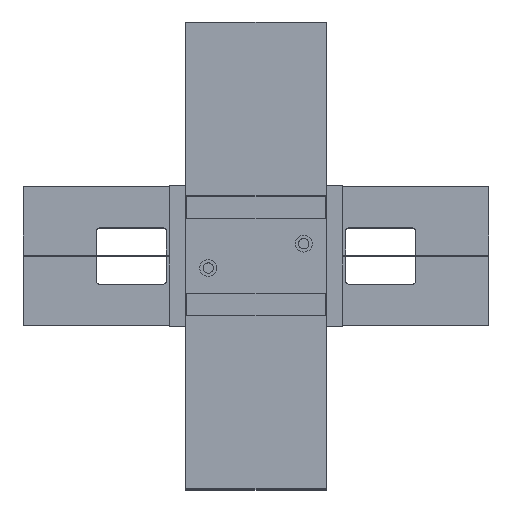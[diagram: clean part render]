
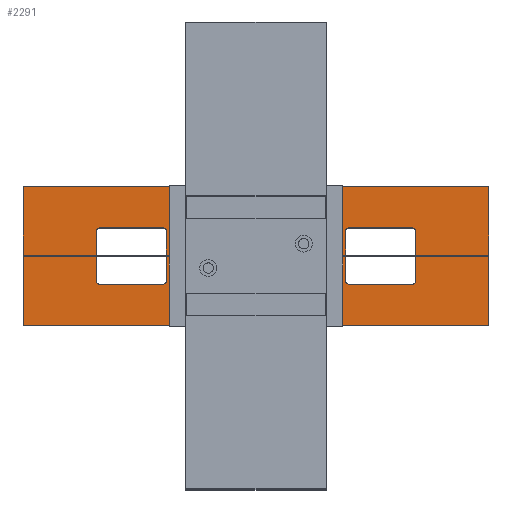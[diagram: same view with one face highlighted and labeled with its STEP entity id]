
A CAD part, top view. The second image highlights one B-rep face of the part: STEP entity #2291.
In plain terms, the highlighted planar face has unit normal (0, 0, 1).
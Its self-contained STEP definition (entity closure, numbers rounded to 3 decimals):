
#2291 = ADVANCED_FACE( '', ( #5928, #5929, #5930 ), #5931, .T. );
#5928 = FACE_BOUND( '', #9899, .T. );
#5929 = FACE_OUTER_BOUND( '', #9900, .T. );
#5930 = FACE_BOUND( '', #9901, .T. );
#5931 = PLANE( '', #9902 );
#9899 = EDGE_LOOP( '', ( #25538, #25539, #25540, #25541, #25542, #25543, #25544, #25545 ) );
#9900 = EDGE_LOOP( '', ( #25546, #25547, #25548, #25549 ) );
#9901 = EDGE_LOOP( '', ( #25550, #25551, #25552, #25553, #25554, #25555, #25556, #25557 ) );
#9902 = AXIS2_PLACEMENT_3D( '', #25558, #25559, #25560 );
#25538 = ORIENTED_EDGE( '', *, *, #30174, .F. );
#25539 = ORIENTED_EDGE( '', *, *, #30175, .T. );
#25540 = ORIENTED_EDGE( '', *, *, #30176, .F. );
#25541 = ORIENTED_EDGE( '', *, *, #30169, .T. );
#25542 = ORIENTED_EDGE( '', *, *, #30177, .F. );
#25543 = ORIENTED_EDGE( '', *, *, #30178, .T. );
#25544 = ORIENTED_EDGE( '', *, *, #30179, .F. );
#25545 = ORIENTED_EDGE( '', *, *, #30180, .T. );
#25546 = ORIENTED_EDGE( '', *, *, #30165, .T. );
#25547 = ORIENTED_EDGE( '', *, *, #30173, .T. );
#25548 = ORIENTED_EDGE( '', *, *, #30181, .T. );
#25549 = ORIENTED_EDGE( '', *, *, #30182, .T. );
#25550 = ORIENTED_EDGE( '', *, *, #30183, .F. );
#25551 = ORIENTED_EDGE( '', *, *, #30184, .T. );
#25552 = ORIENTED_EDGE( '', *, *, #30185, .F. );
#25553 = ORIENTED_EDGE( '', *, *, #30186, .T. );
#25554 = ORIENTED_EDGE( '', *, *, #30187, .F. );
#25555 = ORIENTED_EDGE( '', *, *, #30188, .T. );
#25556 = ORIENTED_EDGE( '', *, *, #30189, .F. );
#25557 = ORIENTED_EDGE( '', *, *, #30190, .T. );
#25558 = CARTESIAN_POINT( '', ( -249., -74., 2. ) );
#25559 = DIRECTION( '', ( 0., 0., 1. ) );
#25560 = DIRECTION( '', ( 1., 0., 0. ) );
#30165 = EDGE_CURVE( '', #37658, #37656, #37659, .T. );
#30169 = EDGE_CURVE( '', #37666, #37664, #37667, .F. );
#30173 = EDGE_CURVE( '', #37656, #37671, #37673, .T. );
#30174 = EDGE_CURVE( '', #37674, #37675, #37676, .T. );
#30175 = EDGE_CURVE( '', #37674, #37677, #37678, .F. );
#30176 = EDGE_CURVE( '', #37666, #37677, #37679, .T. );
#30177 = EDGE_CURVE( '', #37680, #37664, #37681, .T. );
#30178 = EDGE_CURVE( '', #37680, #37682, #37683, .F. );
#30179 = EDGE_CURVE( '', #37684, #37682, #37685, .T. );
#30180 = EDGE_CURVE( '', #37684, #37675, #37686, .F. );
#30181 = EDGE_CURVE( '', #37671, #37687, #37688, .T. );
#30182 = EDGE_CURVE( '', #37687, #37658, #37689, .T. );
#30183 = EDGE_CURVE( '', #37690, #37691, #37692, .T. );
#30184 = EDGE_CURVE( '', #37690, #37693, #37694, .F. );
#30185 = EDGE_CURVE( '', #37695, #37693, #37696, .T. );
#30186 = EDGE_CURVE( '', #37695, #37697, #37698, .F. );
#30187 = EDGE_CURVE( '', #37699, #37697, #37700, .T. );
#30188 = EDGE_CURVE( '', #37699, #37701, #37702, .F. );
#30189 = EDGE_CURVE( '', #37703, #37701, #37704, .T. );
#30190 = EDGE_CURVE( '', #37703, #37691, #37705, .F. );
#37656 = VERTEX_POINT( '', #52153 );
#37658 = VERTEX_POINT( '', #52156 );
#37659 = LINE( '', #52157, #52158 );
#37664 = VERTEX_POINT( '', #52164 );
#37666 = VERTEX_POINT( '', #52167 );
#37667 = CIRCLE( '', #52168, 3. );
#37671 = VERTEX_POINT( '', #52174 );
#37673 = LINE( '', #52177, #52178 );
#37674 = VERTEX_POINT( '', #52179 );
#37675 = VERTEX_POINT( '', #52180 );
#37676 = LINE( '', #52181, #52182 );
#37677 = VERTEX_POINT( '', #52183 );
#37678 = CIRCLE( '', #52184, 3. );
#37679 = LINE( '', #52185, #52186 );
#37680 = VERTEX_POINT( '', #52187 );
#37681 = LINE( '', #52188, #52189 );
#37682 = VERTEX_POINT( '', #52190 );
#37683 = CIRCLE( '', #52191, 3. );
#37684 = VERTEX_POINT( '', #52192 );
#37685 = LINE( '', #52193, #52194 );
#37686 = CIRCLE( '', #52195, 3. );
#37687 = VERTEX_POINT( '', #52196 );
#37688 = LINE( '', #52197, #52198 );
#37689 = LINE( '', #52199, #52200 );
#37690 = VERTEX_POINT( '', #52201 );
#37691 = VERTEX_POINT( '', #52202 );
#37692 = LINE( '', #52203, #52204 );
#37693 = VERTEX_POINT( '', #52205 );
#37694 = CIRCLE( '', #52206, 3. );
#37695 = VERTEX_POINT( '', #52207 );
#37696 = LINE( '', #52208, #52209 );
#37697 = VERTEX_POINT( '', #52210 );
#37698 = CIRCLE( '', #52211, 3. );
#37699 = VERTEX_POINT( '', #52212 );
#37700 = LINE( '', #52213, #52214 );
#37701 = VERTEX_POINT( '', #52215 );
#37702 = CIRCLE( '', #52216, 3. );
#37703 = VERTEX_POINT( '', #52217 );
#37704 = LINE( '', #52218, #52219 );
#37705 = CIRCLE( '', #52220, 3. );
#52153 = CARTESIAN_POINT( '', ( -249., -74., 2. ) );
#52156 = CARTESIAN_POINT( '', ( -249., 74., 2. ) );
#52157 = CARTESIAN_POINT( '', ( -249., 74., 2. ) );
#52158 = VECTOR( '', #57451, 1000. );
#52164 = CARTESIAN_POINT( '', ( -167.5, 30., 2. ) );
#52167 = CARTESIAN_POINT( '', ( -170.5, 27., 2. ) );
#52168 = AXIS2_PLACEMENT_3D( '', #57457, #57458, #57459 );
#52174 = CARTESIAN_POINT( '', ( 249., -74., 2. ) );
#52177 = CARTESIAN_POINT( '', ( -249., -74., 2. ) );
#52178 = VECTOR( '', #57463, 1000. );
#52179 = CARTESIAN_POINT( '', ( -167.5, -30., 2. ) );
#52180 = CARTESIAN_POINT( '', ( -99., -30., 2. ) );
#52181 = CARTESIAN_POINT( '', ( -170.5, -30., 2. ) );
#52182 = VECTOR( '', #57464, 1000. );
#52183 = CARTESIAN_POINT( '', ( -170.5, -27., 2. ) );
#52184 = AXIS2_PLACEMENT_3D( '', #57465, #57466, #57467 );
#52185 = CARTESIAN_POINT( '', ( -170.5, 30., 2. ) );
#52186 = VECTOR( '', #57468, 1000. );
#52187 = CARTESIAN_POINT( '', ( -99., 30., 2. ) );
#52188 = CARTESIAN_POINT( '', ( -96., 30., 2. ) );
#52189 = VECTOR( '', #57469, 1000. );
#52190 = CARTESIAN_POINT( '', ( -96., 27., 2. ) );
#52191 = AXIS2_PLACEMENT_3D( '', #57470, #57471, #57472 );
#52192 = CARTESIAN_POINT( '', ( -96., -27., 2. ) );
#52193 = CARTESIAN_POINT( '', ( -96., -30., 2. ) );
#52194 = VECTOR( '', #57473, 1000. );
#52195 = AXIS2_PLACEMENT_3D( '', #57474, #57475, #57476 );
#52196 = CARTESIAN_POINT( '', ( 249., 74., 2. ) );
#52197 = CARTESIAN_POINT( '', ( 249., -74., 2. ) );
#52198 = VECTOR( '', #57477, 1000. );
#52199 = CARTESIAN_POINT( '', ( 249., 74., 2. ) );
#52200 = VECTOR( '', #57478, 1000. );
#52201 = CARTESIAN_POINT( '', ( 96., 27., 2. ) );
#52202 = CARTESIAN_POINT( '', ( 96., -27., 2. ) );
#52203 = CARTESIAN_POINT( '', ( 96., 30., 2. ) );
#52204 = VECTOR( '', #57479, 1000. );
#52205 = CARTESIAN_POINT( '', ( 99., 30., 2. ) );
#52206 = AXIS2_PLACEMENT_3D( '', #57480, #57481, #57482 );
#52207 = CARTESIAN_POINT( '', ( 167.5, 30., 2. ) );
#52208 = CARTESIAN_POINT( '', ( 170.5, 30., 2. ) );
#52209 = VECTOR( '', #57483, 1000. );
#52210 = CARTESIAN_POINT( '', ( 170.5, 27., 2. ) );
#52211 = AXIS2_PLACEMENT_3D( '', #57484, #57485, #57486 );
#52212 = CARTESIAN_POINT( '', ( 170.5, -27., 2. ) );
#52213 = CARTESIAN_POINT( '', ( 170.5, -30., 2. ) );
#52214 = VECTOR( '', #57487, 1000. );
#52215 = CARTESIAN_POINT( '', ( 167.5, -30., 2. ) );
#52216 = AXIS2_PLACEMENT_3D( '', #57488, #57489, #57490 );
#52217 = CARTESIAN_POINT( '', ( 99., -30., 2. ) );
#52218 = CARTESIAN_POINT( '', ( 96., -30., 2. ) );
#52219 = VECTOR( '', #57491, 1000. );
#52220 = AXIS2_PLACEMENT_3D( '', #57492, #57493, #57494 );
#57451 = DIRECTION( '', ( 0., -1., 0. ) );
#57457 = CARTESIAN_POINT( '', ( -167.5, 27., 2. ) );
#57458 = DIRECTION( '', ( 0., 0., 1. ) );
#57459 = DIRECTION( '', ( 1., 0., 0. ) );
#57463 = DIRECTION( '', ( 1., 0., 0. ) );
#57464 = DIRECTION( '', ( 1., 0., 0. ) );
#57465 = CARTESIAN_POINT( '', ( -167.5, -27., 2. ) );
#57466 = DIRECTION( '', ( 0., 0., 1. ) );
#57467 = DIRECTION( '', ( 1., 0., 0. ) );
#57468 = DIRECTION( '', ( 0., -1., 0. ) );
#57469 = DIRECTION( '', ( -1., 0., 0. ) );
#57470 = CARTESIAN_POINT( '', ( -99., 27., 2. ) );
#57471 = DIRECTION( '', ( 0., 0., 1. ) );
#57472 = DIRECTION( '', ( 1., 0., 0. ) );
#57473 = DIRECTION( '', ( 0., 1., 0. ) );
#57474 = CARTESIAN_POINT( '', ( -99., -27., 2. ) );
#57475 = DIRECTION( '', ( 0., 0., 1. ) );
#57476 = DIRECTION( '', ( 1., 0., 0. ) );
#57477 = DIRECTION( '', ( 0., 1., 0. ) );
#57478 = DIRECTION( '', ( -1., 0., 0. ) );
#57479 = DIRECTION( '', ( 0., -1., 0. ) );
#57480 = CARTESIAN_POINT( '', ( 99., 27., 2. ) );
#57481 = DIRECTION( '', ( 0., 0., 1. ) );
#57482 = DIRECTION( '', ( 1., 0., 0. ) );
#57483 = DIRECTION( '', ( -1., 0., 0. ) );
#57484 = CARTESIAN_POINT( '', ( 167.5, 27., 2. ) );
#57485 = DIRECTION( '', ( 0., 0., 1. ) );
#57486 = DIRECTION( '', ( 1., 0., 0. ) );
#57487 = DIRECTION( '', ( 0., 1., 0. ) );
#57488 = CARTESIAN_POINT( '', ( 167.5, -27., 2. ) );
#57489 = DIRECTION( '', ( 0., 0., 1. ) );
#57490 = DIRECTION( '', ( 1., 0., 0. ) );
#57491 = DIRECTION( '', ( 1., 0., 0. ) );
#57492 = CARTESIAN_POINT( '', ( 99., -27., 2. ) );
#57493 = DIRECTION( '', ( 0., 0., 1. ) );
#57494 = DIRECTION( '', ( 1., 0., 0. ) );
